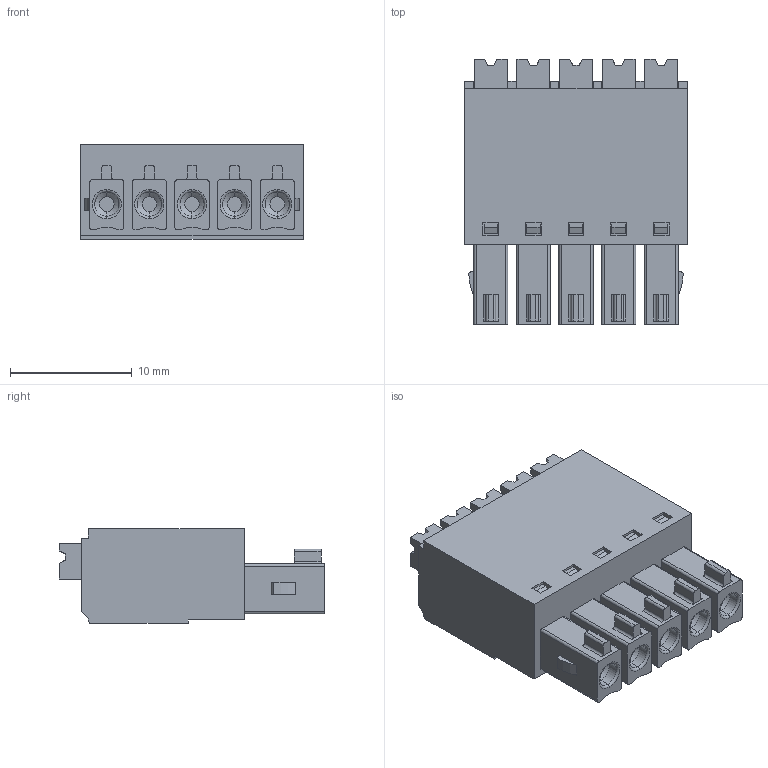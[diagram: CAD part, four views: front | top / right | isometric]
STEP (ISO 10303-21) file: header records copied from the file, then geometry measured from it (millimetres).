
FILE_DESCRIPTION (( 'STEP AP214' ), '1' );
FILE_NAME ('15EDGKN-3.5-05P-14-00AH.STEP', '2021-01-29T23:37:51', ( '' ), ( '' ), 'SwSTEP 2.0', 'SolidWorks 2020', '' );
FILE_SCHEMA (( 'AUTOMOTIVE_DESIGN' ));
Length unit declared in the file: millimetre
Products named in the file (1): 15EDGKN-3.5-05P-14-00AH
Bounding box: 18.3 x 21.8 x 7.8 mm (x, y, z)
Volume: 1880.1 mm3; surface area: 2620.5 mm2
Topology: 1 solids, 6 shells, 872 faces, 2306 edges, 1504 vertices
Faces by surface type: plane 597, bspline 120, cylinder 115, cone 25, torus 15
Entity records: 37490 total; most frequent: CARTESIAN_POINT 12048, ORIENTED_EDGE 4612, DIRECTION 3782, EDGE_CURVE 2306, LINE 1706, VECTOR 1706, VERTEX_POINT 1504, AXIS2_PLACEMENT_3D 1038
